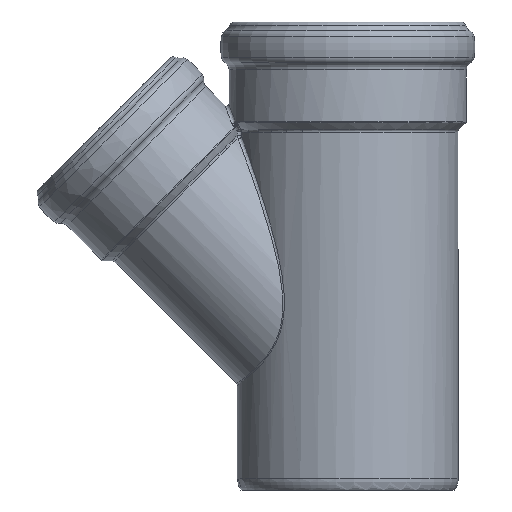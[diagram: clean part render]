
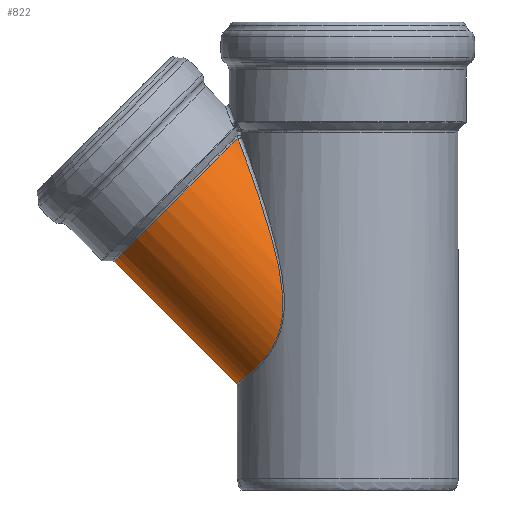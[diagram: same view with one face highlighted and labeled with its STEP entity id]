
A CAD part, left-side view. The second image highlights one B-rep face of the part: STEP entity #822.
In plain terms, the highlighted cylindrical face has radius 55.15 mm (diameter 110.3 mm), a partial arc.
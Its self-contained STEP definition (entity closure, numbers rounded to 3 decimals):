
#50=B_SPLINE_CURVE_WITH_KNOTS('',3,(#1939,#1940,#1941,#1942,#1943,#1944,
#1945,#1946,#1947,#1948,#1949,#1950,#1951,#1952,#1953,#1954,#1955,#1956,
#1957,#1958,#1959,#1960,#1961,#1962,#1963,#1964,#1965,#1966,#1967,#1968,
#1969,#1970),.UNSPECIFIED.,.F.,.F.,(4,1,1,1,1,1,1,1,1,1,1,1,1,1,1,1,1,1,
1,1,1,1,1,1,1,1,1,1,1,4),(0.,0.743,1.485,
2.971,5.941,7.427,8.912,10.397,
11.883,12.873,13.863,14.853,15.843,
17.824,19.804,21.785,23.765,25.746,
26.736,27.726,28.716,29.706,30.697,
31.687,33.667,35.648,38.618,40.104,
40.846,41.589),.UNSPECIFIED.);
#69=CYLINDRICAL_SURFACE('',#901,55.15);
#155=FACE_OUTER_BOUND('',#231,.T.);
#231=EDGE_LOOP('',(#642,#643));
#338=CIRCLE('',#902,55.15);
#406=VERTEX_POINT('',#1697);
#408=VERTEX_POINT('',#1904);
#494=EDGE_CURVE('',#406,#408,#50,.T.);
#518=EDGE_CURVE('',#408,#406,#338,.T.);
#642=ORIENTED_EDGE('',*,*,#494,.F.);
#643=ORIENTED_EDGE('',*,*,#518,.F.);
#822=ADVANCED_FACE('',(#155),#69,.T.);
#901=AXIS2_PLACEMENT_3D('',#2429,#1055,#1056);
#902=AXIS2_PLACEMENT_3D('',#2430,#1057,#1058);
#1055=DIRECTION('center_axis',(0.,-0.707,-0.707));
#1056=DIRECTION('ref_axis',(0.,0.707,-0.707));
#1057=DIRECTION('center_axis',(0.,0.707,0.707));
#1058=DIRECTION('ref_axis',(0.,0.707,-0.707));
#1697=CARTESIAN_POINT('',(-19.145,67.289,215.433));
#1904=CARTESIAN_POINT('',(19.145,67.289,215.433));
#1939=CARTESIAN_POINT('Ctrl Pts',(-19.145,67.289,215.433));
#1940=CARTESIAN_POINT('Ctrl Pts',(-20.962,66.723,213.915));
#1941=CARTESIAN_POINT('Ctrl Pts',(-24.345,65.494,210.608));
#1942=CARTESIAN_POINT('Ctrl Pts',(-30.263,62.803,203.297));
#1943=CARTESIAN_POINT('Ctrl Pts',(-38.771,57.737,189.232));
#1944=CARTESIAN_POINT('Ctrl Pts',(-45.564,51.758,171.706));
#1945=CARTESIAN_POINT('Ctrl Pts',(-50.449,46.316,153.469));
#1946=CARTESIAN_POINT('Ctrl Pts',(-53.181,42.748,139.421));
#1947=CARTESIAN_POINT('Ctrl Pts',(-54.946,40.103,125.027));
#1948=CARTESIAN_POINT('Ctrl Pts',(-55.372,39.293,111.953));
#1949=CARTESIAN_POINT('Ctrl Pts',(-54.332,40.651,100.65));
#1950=CARTESIAN_POINT('Ctrl Pts',(-52.013,43.63,91.634));
#1951=CARTESIAN_POINT('Ctrl Pts',(-48.027,48.09,83.958));
#1952=CARTESIAN_POINT('Ctrl Pts',(-40.648,54.861,75.779));
#1953=CARTESIAN_POINT('Ctrl Pts',(-28.161,62.84,68.924));
#1954=CARTESIAN_POINT('Ctrl Pts',(-9.796,68.315,64.929));
#1955=CARTESIAN_POINT('Ctrl Pts',(9.794,68.313,64.929));
#1956=CARTESIAN_POINT('Ctrl Pts',(28.16,62.843,68.924));
#1957=CARTESIAN_POINT('Ctrl Pts',(40.647,54.863,75.779));
#1958=CARTESIAN_POINT('Ctrl Pts',(48.027,48.09,83.958));
#1959=CARTESIAN_POINT('Ctrl Pts',(52.013,43.632,91.632));
#1960=CARTESIAN_POINT('Ctrl Pts',(54.331,40.651,100.65));
#1961=CARTESIAN_POINT('Ctrl Pts',(55.226,39.486,110.331));
#1962=CARTESIAN_POINT('Ctrl Pts',(55.142,39.742,120.127));
#1963=CARTESIAN_POINT('Ctrl Pts',(54.113,41.387,133.065));
#1964=CARTESIAN_POINT('Ctrl Pts',(51.576,44.981,148.875));
#1965=CARTESIAN_POINT('Ctrl Pts',(46.135,51.259,170.247));
#1966=CARTESIAN_POINT('Ctrl Pts',(38.763,57.742,189.244));
#1967=CARTESIAN_POINT('Ctrl Pts',(30.264,62.803,203.296));
#1968=CARTESIAN_POINT('Ctrl Pts',(24.349,65.492,210.604));
#1969=CARTESIAN_POINT('Ctrl Pts',(20.962,66.723,213.915));
#1970=CARTESIAN_POINT('Ctrl Pts',(19.145,67.289,215.433));
#2429=CARTESIAN_POINT('Origin',(0.,52.223,127.223));
#2430=CARTESIAN_POINT('Origin',(0.,103.861,178.861));
